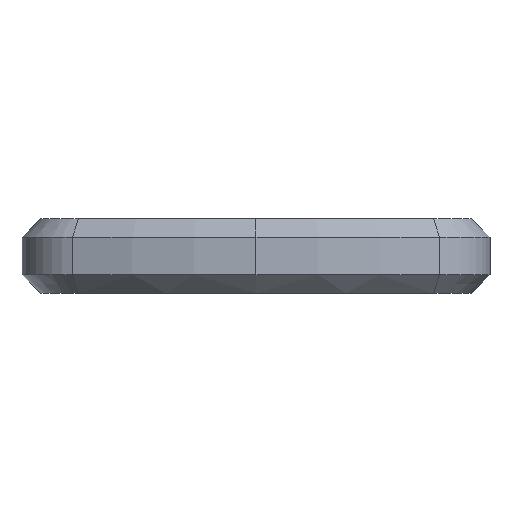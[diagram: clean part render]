
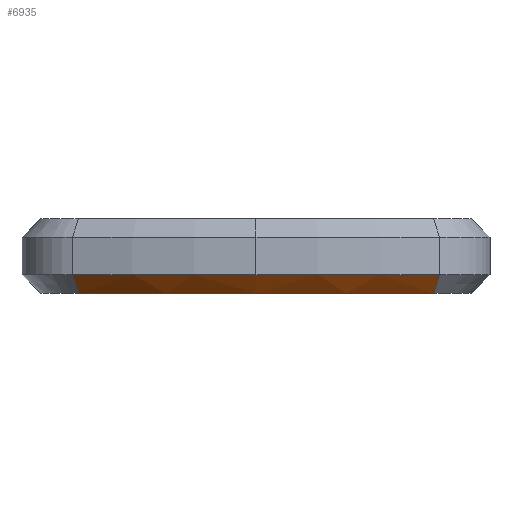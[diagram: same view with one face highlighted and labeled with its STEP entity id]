
A CAD part, left-side view. The second image highlights one B-rep face of the part: STEP entity #6935.
In plain terms, the highlighted conical face has half-angle 45 degrees and reference radius 30 mm.
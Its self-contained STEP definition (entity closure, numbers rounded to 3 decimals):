
#275 = VECTOR ( 'NONE', #24148, 1000. ) ;
#1598 = CONICAL_SURFACE ( 'NONE', #3285, 30., 0.785 ) ;
#1655 = CIRCLE ( 'NONE', #14609, 30. ) ;
#2158 = ORIENTED_EDGE ( 'NONE', *, *, #17640, .F. ) ;
#2196 = EDGE_CURVE ( 'NONE', #24254, #18338, #14779, .T. ) ;
#2876 = DIRECTION ( 'NONE',  ( 0.668, 0.231, -0.707 ) ) ;
#3177 = CARTESIAN_POINT ( 'NONE',  ( -9.008, 10.307, -1. ) ) ;
#3285 = AXIS2_PLACEMENT_3D ( 'NONE', #16184, #24165, #9935 ) ;
#3317 = CIRCLE ( 'NONE', #17920, 29. ) ;
#3763 = AXIS2_PLACEMENT_3D ( 'NONE', #18545, #8492, #14230 ) ;
#3866 = VECTOR ( 'NONE', #2876, 1000. ) ;
#4175 = CARTESIAN_POINT ( 'NONE',  ( -8.063, 10.634, -2. ) ) ;
#4825 = EDGE_LOOP ( 'NONE', ( #14485, #2158, #20824, #5214, #21696 ) ) ;
#5214 = ORIENTED_EDGE ( 'NONE', *, *, #18361, .F. ) ;
#6762 = DIRECTION ( 'NONE',  ( 1., 0., 0. ) ) ;
#6935 = ADVANCED_FACE ( 'NONE', ( #12142 ), #1598, .T. ) ;
#7906 = EDGE_CURVE ( 'NONE', #9379, #18680, #1655, .T. ) ;
#8492 = DIRECTION ( 'NONE',  ( 0., 0., 1. ) ) ;
#9379 = VERTEX_POINT ( 'NONE', #25245 ) ;
#9935 = DIRECTION ( 'NONE',  ( 1., 0., 0. ) ) ;
#10488 = DIRECTION ( 'NONE',  ( 0., 0., 1. ) ) ;
#11089 = EDGE_CURVE ( 'NONE', #9379, #24112, #12126, .T. ) ;
#12126 = LINE ( 'NONE', #15783, #275 ) ;
#12142 = FACE_OUTER_BOUND ( 'NONE', #4825, .T. ) ;
#14230 = DIRECTION ( 'NONE',  ( 1., 0., 0. ) ) ;
#14485 = ORIENTED_EDGE ( 'NONE', *, *, #11089, .T. ) ;
#14609 = AXIS2_PLACEMENT_3D ( 'NONE', #14654, #10488, #22636 ) ;
#14654 = CARTESIAN_POINT ( 'NONE',  ( 19.343, 20.115, -1. ) ) ;
#14779 = LINE ( 'NONE', #24572, #3866 ) ;
#15519 = CARTESIAN_POINT ( 'NONE',  ( -10.657, 20.115, -1. ) ) ;
#15783 = CARTESIAN_POINT ( 'NONE',  ( -9.008, 29.923, -1. ) ) ;
#16184 = CARTESIAN_POINT ( 'NONE',  ( 19.343, 20.115, -1. ) ) ;
#16544 = DIRECTION ( 'NONE',  ( 0., 0., -1. ) ) ;
#17062 = CARTESIAN_POINT ( 'NONE',  ( 19.343, 20.115, -2. ) ) ;
#17640 = EDGE_CURVE ( 'NONE', #18338, #24112, #3317, .T. ) ;
#17920 = AXIS2_PLACEMENT_3D ( 'NONE', #17062, #16544, #6762 ) ;
#17961 = CIRCLE ( 'NONE', #3763, 30. ) ;
#18338 = VERTEX_POINT ( 'NONE', #4175 ) ;
#18361 = EDGE_CURVE ( 'NONE', #18680, #24254, #17961, .T. ) ;
#18545 = CARTESIAN_POINT ( 'NONE',  ( 19.343, 20.115, -1. ) ) ;
#18680 = VERTEX_POINT ( 'NONE', #15519 ) ;
#20824 = ORIENTED_EDGE ( 'NONE', *, *, #2196, .F. ) ;
#21696 = ORIENTED_EDGE ( 'NONE', *, *, #7906, .F. ) ;
#22636 = DIRECTION ( 'NONE',  ( 1., 0., 0. ) ) ;
#24112 = VERTEX_POINT ( 'NONE', #24621 ) ;
#24148 = DIRECTION ( 'NONE',  ( 0.668, -0.231, -0.707 ) ) ;
#24165 = DIRECTION ( 'NONE',  ( 0., 0., 1. ) ) ;
#24254 = VERTEX_POINT ( 'NONE', #3177 ) ;
#24572 = CARTESIAN_POINT ( 'NONE',  ( -9.008, 10.307, -1. ) ) ;
#24621 = CARTESIAN_POINT ( 'NONE',  ( -8.063, 29.596, -2. ) ) ;
#25245 = CARTESIAN_POINT ( 'NONE',  ( -9.008, 29.923, -1. ) ) ;
